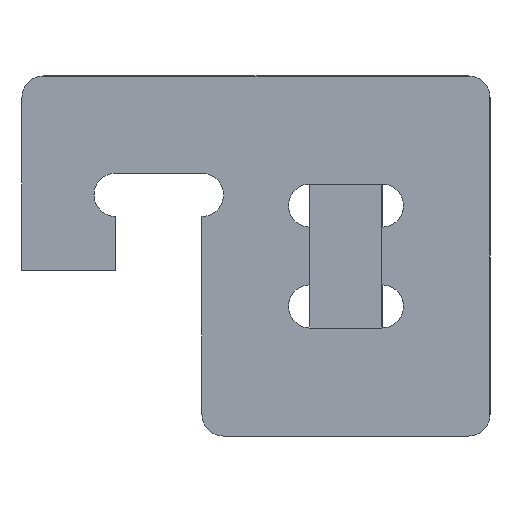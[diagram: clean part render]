
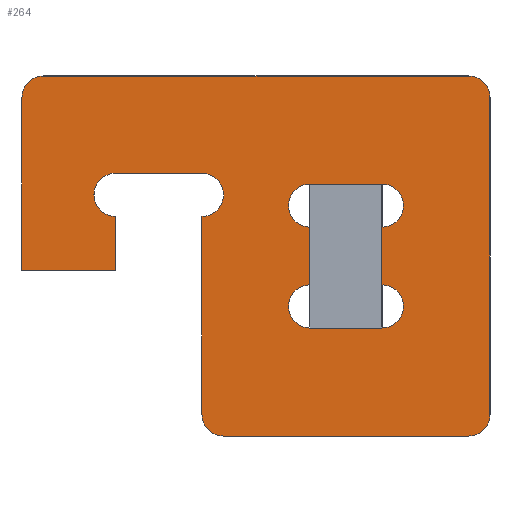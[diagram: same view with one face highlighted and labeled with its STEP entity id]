
A CAD part, left-side view. The second image highlights one B-rep face of the part: STEP entity #264.
In plain terms, the highlighted face is planar.
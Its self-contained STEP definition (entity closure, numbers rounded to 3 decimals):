
#264=ADVANCED_FACE('',(#792,#794),#796,.T.);
#792=FACE_BOUND('',#793,.T.);
#793=EDGE_LOOP('',(#1173,#1174,#1175,#1176,#1177,#1178,#1179,#1180,#1181,#1182,#1183,
#1184,#1185,#1186));
#794=FACE_BOUND('',#795,.T.);
#795=EDGE_LOOP('',(#1187,#1188,#1189,#1190,#1191,#1192,#1193,#1194));
#796=PLANE('',#797);
#797=AXIS2_PLACEMENT_3D('',#798,#799,#800);
#798=CARTESIAN_POINT('',(0.,10.,0.));
#799=DIRECTION('',(0.,1.,0.));
#800=DIRECTION('',(-1.,0.,0.));
#1173=ORIENTED_EDGE('',*,*,#1403,.F.);
#1174=ORIENTED_EDGE('',*,*,#1404,.T.);
#1175=ORIENTED_EDGE('',*,*,#1405,.T.);
#1176=ORIENTED_EDGE('',*,*,#1406,.T.);
#1177=ORIENTED_EDGE('',*,*,#1407,.T.);
#1178=ORIENTED_EDGE('',*,*,#1408,.T.);
#1179=ORIENTED_EDGE('',*,*,#1409,.T.);
#1180=ORIENTED_EDGE('',*,*,#1410,.T.);
#1181=ORIENTED_EDGE('',*,*,#1411,.F.);
#1182=ORIENTED_EDGE('',*,*,#1412,.T.);
#1183=ORIENTED_EDGE('',*,*,#1413,.F.);
#1184=ORIENTED_EDGE('',*,*,#1414,.T.);
#1185=ORIENTED_EDGE('',*,*,#1415,.F.);
#1186=ORIENTED_EDGE('',*,*,#1416,.T.);
#1187=ORIENTED_EDGE('',*,*,#1417,.T.);
#1188=ORIENTED_EDGE('',*,*,#1418,.T.);
#1189=ORIENTED_EDGE('',*,*,#1419,.T.);
#1190=ORIENTED_EDGE('',*,*,#1420,.T.);
#1191=ORIENTED_EDGE('',*,*,#1421,.T.);
#1192=ORIENTED_EDGE('',*,*,#1422,.T.);
#1193=ORIENTED_EDGE('',*,*,#1423,.T.);
#1194=ORIENTED_EDGE('',*,*,#1424,.T.);
#1403=EDGE_CURVE('',#1667,#1668,#1669,.F.);
#1404=EDGE_CURVE('',#1667,#1670,#1671,.T.);
#1405=EDGE_CURVE('',#1670,#1672,#1673,.T.);
#1406=EDGE_CURVE('',#1672,#1674,#1675,.T.);
#1407=EDGE_CURVE('',#1674,#1676,#1677,.T.);
#1408=EDGE_CURVE('',#1676,#1678,#1679,.T.);
#1409=EDGE_CURVE('',#1678,#1680,#1681,.T.);
#1410=EDGE_CURVE('',#1680,#1682,#1683,.T.);
#1411=EDGE_CURVE('',#1684,#1682,#1685,.F.);
#1412=EDGE_CURVE('',#1684,#1686,#1687,.T.);
#1413=EDGE_CURVE('',#1688,#1686,#1689,.F.);
#1414=EDGE_CURVE('',#1688,#1690,#1691,.T.);
#1415=EDGE_CURVE('',#1692,#1690,#1693,.F.);
#1416=EDGE_CURVE('',#1692,#1668,#1694,.T.);
#1417=EDGE_CURVE('',#1695,#1696,#1697,.F.);
#1418=EDGE_CURVE('',#1696,#1698,#1699,.F.);
#1419=EDGE_CURVE('',#1698,#1700,#1701,.F.);
#1420=EDGE_CURVE('',#1700,#1702,#1703,.F.);
#1421=EDGE_CURVE('',#1702,#1704,#1705,.F.);
#1422=EDGE_CURVE('',#1704,#1706,#1707,.F.);
#1423=EDGE_CURVE('',#1706,#1708,#1709,.F.);
#1424=EDGE_CURVE('',#1708,#1695,#1710,.F.);
#1667=VERTEX_POINT('',#2257);
#1668=VERTEX_POINT('',#2258);
#1669=CIRCLE('',#2259,3.);
#1670=VERTEX_POINT('',#2263);
#1671=LINE('',#2264,#2265);
#1672=VERTEX_POINT('',#2267);
#1673=LINE('',#2268,#2269);
#1674=VERTEX_POINT('',#2271);
#1675=LINE('',#2272,#2273);
#1676=VERTEX_POINT('',#2275);
#1677=CIRCLE('',#2276,3.);
#1678=VERTEX_POINT('',#2280);
#1679=LINE('',#2281,#2282);
#1680=VERTEX_POINT('',#2284);
#1681=CIRCLE('',#2285,3.);
#1682=VERTEX_POINT('',#2289);
#1683=LINE('',#2290,#2291);
#1684=VERTEX_POINT('',#2293);
#1685=CIRCLE('',#2294,3.);
#1686=VERTEX_POINT('',#2298);
#1687=LINE('',#2299,#2300);
#1688=VERTEX_POINT('',#2302);
#1689=CIRCLE('',#2303,3.);
#1690=VERTEX_POINT('',#2307);
#1691=LINE('',#2308,#2309);
#1692=VERTEX_POINT('',#2311);
#1693=CIRCLE('',#2312,3.);
#1694=LINE('',#2316,#2317);
#1695=VERTEX_POINT('',#2319);
#1696=VERTEX_POINT('',#2320);
#1697=LINE('',#2321,#2322);
#1698=VERTEX_POINT('',#2324);
#1699=CIRCLE('',#2325,3.);
#1700=VERTEX_POINT('',#2329);
#1701=LINE('',#2330,#2331);
#1702=VERTEX_POINT('',#2333);
#1703=CIRCLE('',#2334,3.);
#1704=VERTEX_POINT('',#2338);
#1705=LINE('',#2339,#2340);
#1706=VERTEX_POINT('',#2342);
#1707=CIRCLE('',#2343,3.);
#1708=VERTEX_POINT('',#2347);
#1709=LINE('',#2348,#2349);
#1710=CIRCLE('',#2351,3.);
#2257=CARTESIAN_POINT('',(45.,10.,22.));
#2258=CARTESIAN_POINT('',(42.,10.,25.));
#2259=AXIS2_PLACEMENT_3D('',#2260,#2261,#2262);
#2260=CARTESIAN_POINT('',(42.,10.,22.));
#2261=DIRECTION('',(0.,1.,0.));
#2262=DIRECTION('',(0.,0.,1.));
#2263=CARTESIAN_POINT('',(45.,10.,-2.));
#2264=CARTESIAN_POINT('',(45.,10.,22.));
#2265=VECTOR('',#2266,1.);
#2266=DIRECTION('',(0.,0.,-1.));
#2267=CARTESIAN_POINT('',(32.,10.,-2.));
#2268=CARTESIAN_POINT('',(45.,10.,-2.));
#2269=VECTOR('',#2270,1.);
#2270=DIRECTION('',(-1.,0.,0.));
#2271=CARTESIAN_POINT('',(32.,10.,5.5));
#2272=CARTESIAN_POINT('',(32.,10.,-2.));
#2273=VECTOR('',#2274,1.);
#2274=DIRECTION('',(0.,0.,1.));
#2275=CARTESIAN_POINT('',(32.,10.,11.5));
#2276=AXIS2_PLACEMENT_3D('',#2277,#2278,#2279);
#2277=CARTESIAN_POINT('',(32.,10.,8.5));
#2278=DIRECTION('',(0.,-1.,0.));
#2279=DIRECTION('',(0.,0.,-1.));
#2280=CARTESIAN_POINT('',(20.,10.,11.5));
#2281=CARTESIAN_POINT('',(32.,10.,11.5));
#2282=VECTOR('',#2283,1.);
#2283=DIRECTION('',(-1.,0.,0.));
#2284=CARTESIAN_POINT('',(20.,10.,5.5));
#2285=AXIS2_PLACEMENT_3D('',#2286,#2287,#2288);
#2286=CARTESIAN_POINT('',(20.,10.,8.5));
#2287=DIRECTION('',(0.,-1.,0.));
#2288=DIRECTION('',(0.,0.,1.));
#2289=CARTESIAN_POINT('',(20.,10.,-22.));
#2290=CARTESIAN_POINT('',(20.,10.,5.5));
#2291=VECTOR('',#2292,1.);
#2292=DIRECTION('',(0.,0.,-1.));
#2293=CARTESIAN_POINT('',(17.,10.,-25.));
#2294=AXIS2_PLACEMENT_3D('',#2295,#2296,#2297);
#2295=CARTESIAN_POINT('',(17.,10.,-22.));
#2296=DIRECTION('',(0.,1.,0.));
#2297=DIRECTION('',(1.,0.,0.));
#2298=CARTESIAN_POINT('',(-17.,10.,-25.));
#2299=CARTESIAN_POINT('',(17.,10.,-25.));
#2300=VECTOR('',#2301,1.);
#2301=DIRECTION('',(-1.,0.,0.));
#2302=CARTESIAN_POINT('',(-20.,10.,-22.));
#2303=AXIS2_PLACEMENT_3D('',#2304,#2305,#2306);
#2304=CARTESIAN_POINT('',(-17.,10.,-22.));
#2305=DIRECTION('',(0.,1.,0.));
#2306=DIRECTION('',(0.,0.,-1.));
#2307=CARTESIAN_POINT('',(-20.,10.,22.));
#2308=CARTESIAN_POINT('',(-20.,10.,-22.));
#2309=VECTOR('',#2310,1.);
#2310=DIRECTION('',(0.,0.,1.));
#2311=CARTESIAN_POINT('',(-17.,10.,25.));
#2312=AXIS2_PLACEMENT_3D('',#2313,#2314,#2315);
#2313=CARTESIAN_POINT('',(-17.,10.,22.));
#2314=DIRECTION('',(0.,1.,0.));
#2315=DIRECTION('',(-1.,0.,0.));
#2316=CARTESIAN_POINT('',(-17.,10.,25.));
#2317=VECTOR('',#2318,1.);
#2318=DIRECTION('',(1.,0.,0.));
#2319=CARTESIAN_POINT('',(5.,10.,-4.));
#2320=CARTESIAN_POINT('',(5.,10.,4.));
#2321=CARTESIAN_POINT('',(5.,10.,4.));
#2322=VECTOR('',#2323,1.);
#2323=DIRECTION('',(0.,0.,-1.));
#2324=CARTESIAN_POINT('',(5.,10.,10.));
#2325=AXIS2_PLACEMENT_3D('',#2326,#2327,#2328);
#2326=CARTESIAN_POINT('',(5.,10.,7.));
#2327=DIRECTION('',(0.,1.,0.));
#2328=DIRECTION('',(0.,0.,1.));
#2329=CARTESIAN_POINT('',(-5.,10.,10.));
#2330=CARTESIAN_POINT('',(-5.,10.,10.));
#2331=VECTOR('',#2332,1.);
#2332=DIRECTION('',(1.,0.,0.));
#2333=CARTESIAN_POINT('',(-5.,10.,4.));
#2334=AXIS2_PLACEMENT_3D('',#2335,#2336,#2337);
#2335=CARTESIAN_POINT('',(-5.,10.,7.));
#2336=DIRECTION('',(0.,1.,0.));
#2337=DIRECTION('',(0.,0.,-1.));
#2338=CARTESIAN_POINT('',(-5.,10.,-4.));
#2339=CARTESIAN_POINT('',(-5.,10.,-4.));
#2340=VECTOR('',#2341,1.);
#2341=DIRECTION('',(0.,0.,1.));
#2342=CARTESIAN_POINT('',(-5.,10.,-10.));
#2343=AXIS2_PLACEMENT_3D('',#2344,#2345,#2346);
#2344=CARTESIAN_POINT('',(-5.,10.,-7.));
#2345=DIRECTION('',(0.,1.,0.));
#2346=DIRECTION('',(0.,0.,-1.));
#2347=CARTESIAN_POINT('',(5.,10.,-10.));
#2348=CARTESIAN_POINT('',(5.,10.,-10.));
#2349=VECTOR('',#2350,1.);
#2350=DIRECTION('',(-1.,0.,0.));
#2351=AXIS2_PLACEMENT_3D('',#2352,#2353,#2354);
#2352=CARTESIAN_POINT('',(5.,10.,-7.));
#2353=DIRECTION('',(0.,1.,0.));
#2354=DIRECTION('',(0.,0.,1.));
